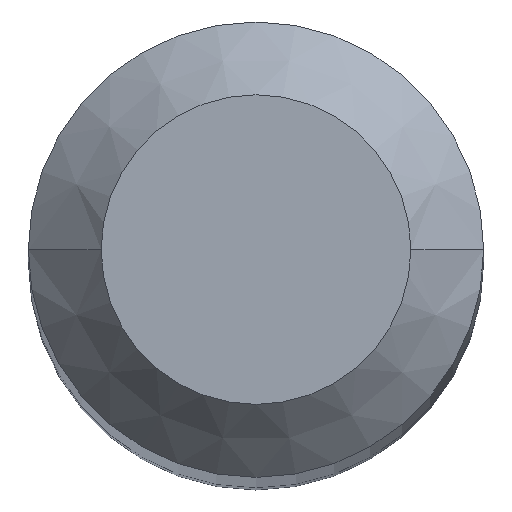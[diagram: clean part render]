
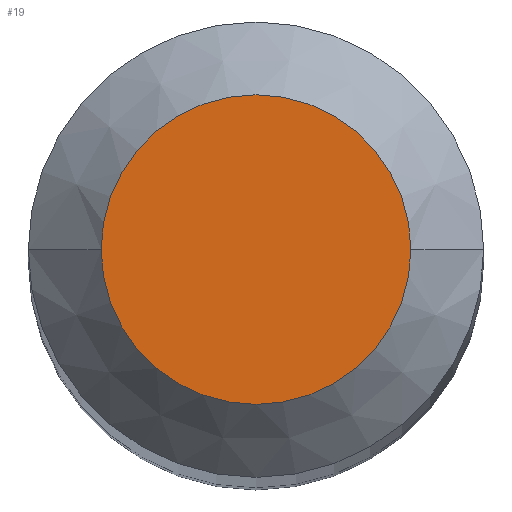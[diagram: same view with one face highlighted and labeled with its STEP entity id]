
A CAD part, top view. The second image highlights one B-rep face of the part: STEP entity #19.
In plain terms, the highlighted planar face has unit normal (0, 0, 1).
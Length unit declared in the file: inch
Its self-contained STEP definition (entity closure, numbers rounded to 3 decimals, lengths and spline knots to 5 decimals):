
#3 = AXIS2_PLACEMENT_3D ( 'NONE', #246, #74, #278 ) ;
#14 = EDGE_CURVE ( 'NONE', #99, #220, #193, .T. ) ;
#19 = ADVANCED_FACE ( 'NONE', ( #191 ), #216, .F. ) ;
#33 = ORIENTED_EDGE ( 'NONE', *, *, #14, .T. ) ;
#49 = DIRECTION ( 'NONE',  ( -1., 0., 0. ) ) ;
#74 = DIRECTION ( 'NONE',  ( 0., 0., 1. ) ) ;
#99 = VERTEX_POINT ( 'NONE', #311 ) ;
#106 = EDGE_LOOP ( 'NONE', ( #158, #33 ) ) ;
#113 = DIRECTION ( 'NONE',  ( 0., 0., 1. ) ) ;
#134 = DIRECTION ( 'NONE',  ( 0., 0., -1. ) ) ;
#158 = ORIENTED_EDGE ( 'NONE', *, *, #177, .T. ) ;
#170 = CARTESIAN_POINT ( 'NONE',  ( 0., 0., 0. ) ) ;
#177 = EDGE_CURVE ( 'NONE', #220, #99, #275, .T. ) ;
#186 = CARTESIAN_POINT ( 'NONE',  ( 0., 0.0425, 0. ) ) ;
#191 = FACE_OUTER_BOUND ( 'NONE', #106, .T. ) ;
#193 = CIRCLE ( 'NONE', #3, 0.0425 ) ;
#216 = PLANE ( 'NONE',  #241 ) ;
#220 = VERTEX_POINT ( 'NONE', #351 ) ;
#241 = AXIS2_PLACEMENT_3D ( 'NONE', #186, #134, #49 ) ;
#246 = CARTESIAN_POINT ( 'NONE',  ( 0., 0., 0. ) ) ;
#275 = CIRCLE ( 'NONE', #341, 0.0425 ) ;
#278 = DIRECTION ( 'NONE',  ( 1., 0., 0. ) ) ;
#311 = CARTESIAN_POINT ( 'NONE',  ( 0.0425, 0., 0. ) ) ;
#341 = AXIS2_PLACEMENT_3D ( 'NONE', #170, #113, #343 ) ;
#343 = DIRECTION ( 'NONE',  ( 1., 0., 0. ) ) ;
#351 = CARTESIAN_POINT ( 'NONE',  ( -0.0425, 0., 0. ) ) ;
